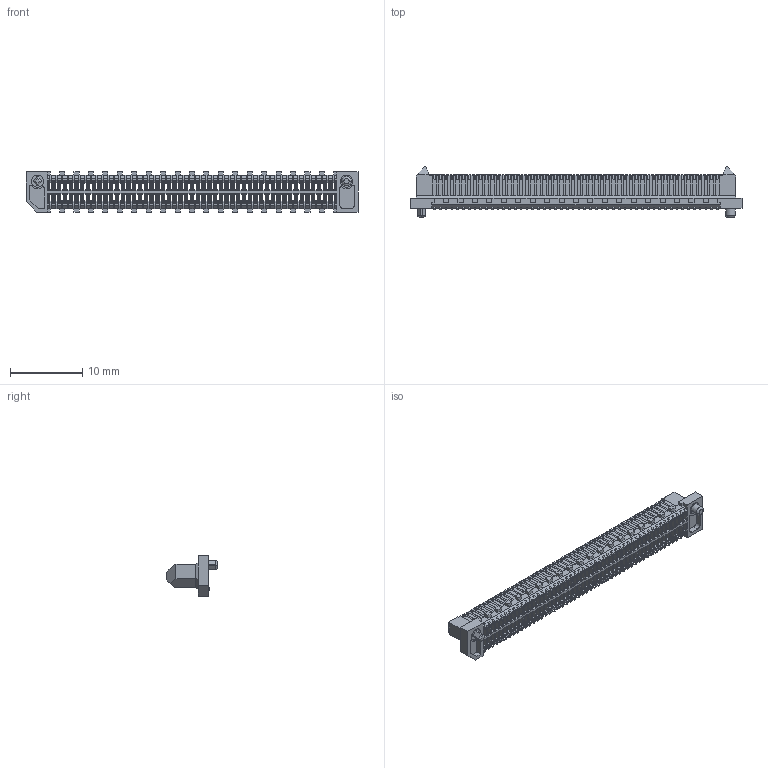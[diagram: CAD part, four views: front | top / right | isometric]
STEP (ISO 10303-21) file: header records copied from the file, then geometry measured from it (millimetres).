
FILE_DESCRIPTION (( 'STEP AP214' ), '1' );
FILE_NAME ('FBB08005-M100S3103K6MH20-REF.STEP', '2024-10-16T09:59:08', ( '' ), ( '' ), 'SwSTEP 2.0', 'SolidWorks 2021', '' );
FILE_SCHEMA (( 'AUTOMOTIVE_DESIGN' ));
Products named in the file (1): FBB08005-M100S3103K6MH20-REF
Bounding box: 46 x 7.04 x 5.6 mm (x, y, z)
Volume: 532.8 mm3; surface area: 2669.8 mm2
Topology: 1 solids, 1 shells, 4646 faces, 14303 edges, 9166 vertices
Faces by surface type: plane 4073, cylinder 571, torus 2
Entity records: 157719 total; most frequent: CARTESIAN_POINT 29340, ORIENTED_EDGE 28606, DIRECTION 24631, EDGE_CURVE 14303, LINE 12453, VECTOR 12453, VERTEX_POINT 9166, AXIS2_PLACEMENT_3D 6089
